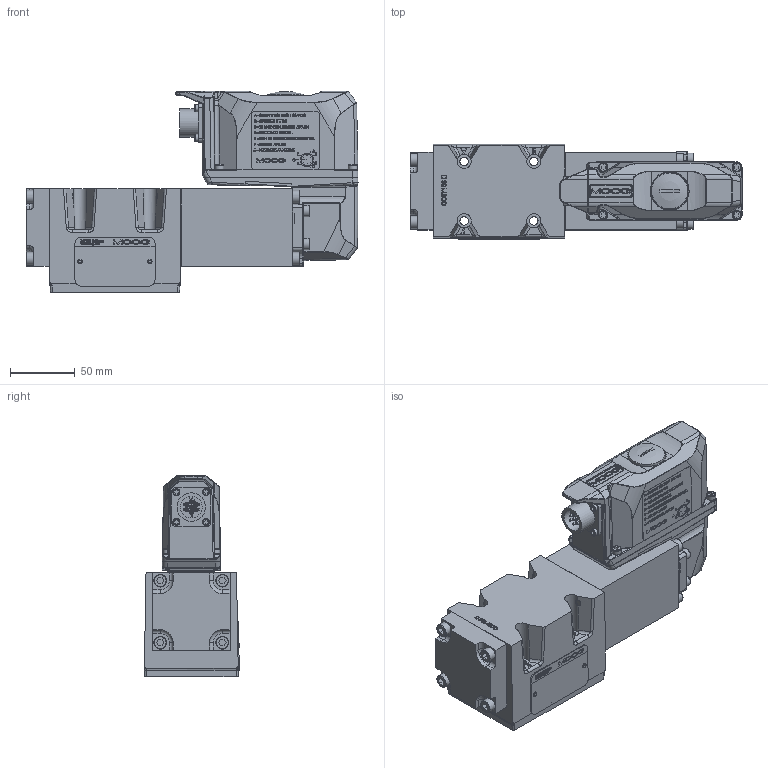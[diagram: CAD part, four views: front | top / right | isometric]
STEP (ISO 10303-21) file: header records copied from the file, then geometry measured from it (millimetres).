
FILE_DESCRIPTION(/* description */ (''),/* implementation_level */ '2;1');
FILE_NAME(/* name */ 'D937 - Installation Model.stp',/* time_stamp */ '2022-06-07T15:46:30+02:00',/* author */ (''),/* organization */ (''),/* preprocessor_version */ 'ST-DEVELOPER v18.1',/* originating_system */ 'SIEMENS PLM Software NX 1957',/* authorisation */ '');
FILE_SCHEMA (('AUTOMOTIVE_DESIGN { 1 0 10303 214 3 1 1 1 }'));
Products named in the file (1): CD19062-001_A-DIREKTBETAETIGTES PROP.VENTIL _manifestation_ CD19062-0
01-A-para1_
Bounding box: 257.1 x 73.78 x 155.8 mm (x, y, z)
Volume: 1385870.2 mm3; surface area: 120261.1 mm2
Topology: 1 solids, 1 shells, 3401 faces, 8764 edges, 5676 vertices
Faces by surface type: plane 2108, extrusion 674, cylinder 330, bspline 197, torus 49, cone 38, sphere 5
Full cylindrical faces by diameter (mm): 1.6 x7, 5 x4, 5.5 x4, 6 x4, 6.5 x4, 7 x4, 8.5 x4, 10 x8, 11 x4, 15.7 x5, 18.7 x2, 22.019 x1, 28 x1, 58.55 x1
Entity records: 114808 total; most frequent: CARTESIAN_POINT 39948, ORIENTED_EDGE 17236, DIRECTION 11616, EDGE_CURVE 8618, VERTEX_POINT 5651, VECTOR 4628, B_SPLINE_CURVE_WITH_KNOTS 4365, LINE 3954
